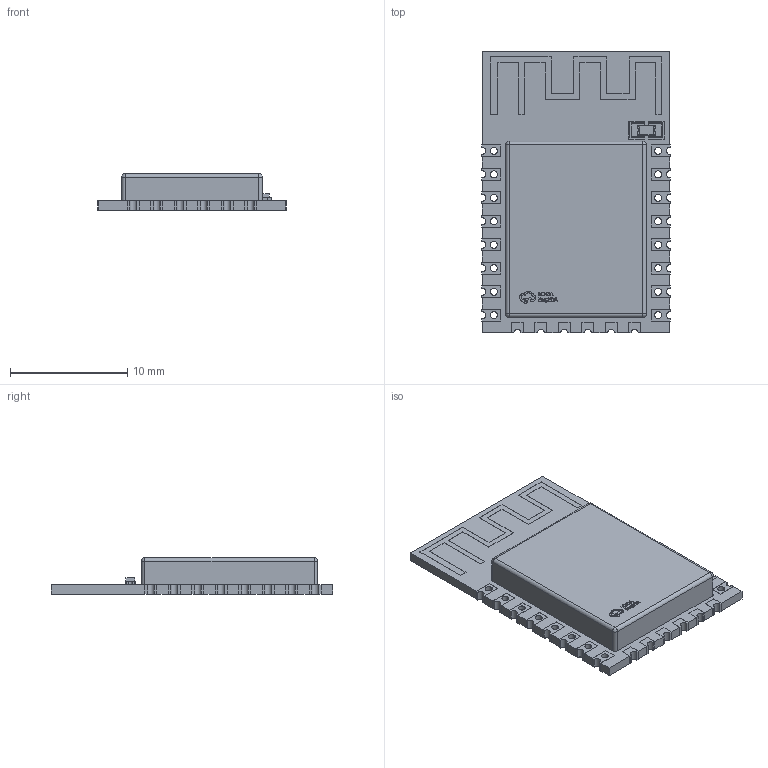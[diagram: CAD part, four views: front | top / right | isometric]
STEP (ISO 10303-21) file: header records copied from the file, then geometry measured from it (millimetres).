
FILE_DESCRIPTION (( 'STEP AP214' ), '1' );
FILE_NAME ('WIFIM-SMD_WIFI-L24.0-W16.0-H3.1.step', '2022-11-29T08:25:26', ( '' ), ( '' ), 'SwSTEP 2.0', 'SolidWorks 2020', '' );
FILE_SCHEMA (( 'AUTOMOTIVE_DESIGN' ));
Length unit declared in the file: millimetre
Products named in the file (3): LED0603-錨璃; WIFIM-SMD_WIFI-L24.0-W16.0-H3.1耀輸; WIFIM-SMD_WIFI-L24.0-W16.0-H3.1
Assembly tree (2 placements, depth 2):
  WIFIM-SMD_WIFI-L24.0-W16.0-H3.1
    WIFIM-SMD_WIFI-L24.0-W16.0-H3.1耀輸
    LED0603-錨璃
Bounding box: 16.02 x 24.01 x 3.11 mm (x, y, z)
Volume: 715.4 mm3; surface area: 977.1 mm2
Topology: 5 solids, 5 shells, 668 faces, 1870 edges, 1240 vertices
Faces by surface type: plane 465, bspline 112, cylinder 87, sphere 4
Entity records: 29184 total; most frequent: CARTESIAN_POINT 5883, ORIENTED_EDGE 3732, DIRECTION 2934, EDGE_CURVE 1866, LINE 1464, VECTOR 1464, VERTEX_POINT 1240, AXIS2_PLACEMENT_3D 735
